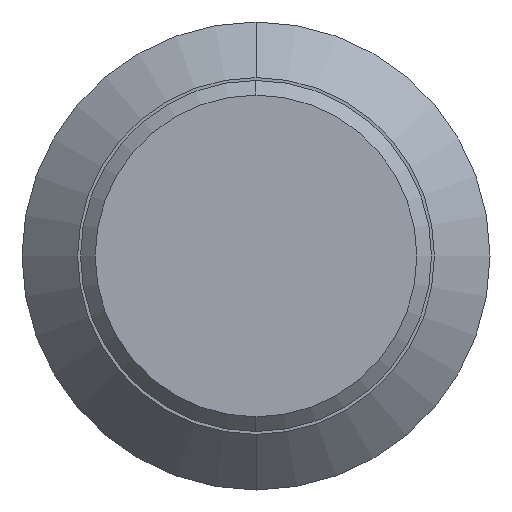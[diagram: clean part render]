
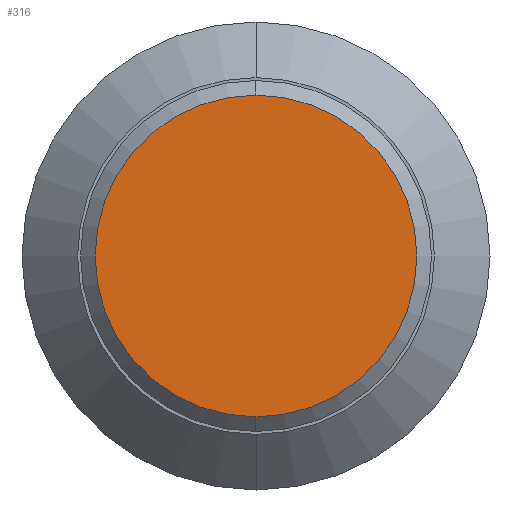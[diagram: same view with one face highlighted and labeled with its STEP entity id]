
A CAD part, left-side view. The second image highlights one B-rep face of the part: STEP entity #316.
In plain terms, the highlighted face is planar.
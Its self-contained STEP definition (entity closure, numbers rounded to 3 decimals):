
#179=CARTESIAN_POINT('',(0.,0.,0.));
#180=DIRECTION('',(0.,0.,1.));
#181=DIRECTION('',(-1.,0.,0.));
#182=AXIS2_PLACEMENT_3D('',#179,#180,#181);
#187=CARTESIAN_POINT('',(0.,0.,0.));
#188=DIRECTION('',(0.,0.,-1.));
#189=DIRECTION('',(-1.,0.,0.));
#190=AXIS2_PLACEMENT_3D('',#187,#188,#189);
#196=CARTESIAN_POINT('',(-2.75,0.,0.));
#198=VERTEX_POINT('',#196);
#200=CARTESIAN_POINT('',(2.75,0.,0.));
#202=VERTEX_POINT('',#200);
#307=CARTESIAN_POINT('',(0.,0.,0.));
#308=DIRECTION('',(0.,0.,-1.));
#309=DIRECTION('',(1.,0.,0.));
#310=AXIS2_PLACEMENT_3D('',#307,#308,#309);
#311=PLANE('',#310);
#312=ORIENTED_EDGE('',*,*,#286,.F.);
#313=ORIENTED_EDGE('',*,*,#302,.T.);
#314=EDGE_LOOP('',(#312,#313));
#315=FACE_OUTER_BOUND('',#314,.F.);
#183=CIRCLE('',#182,2.75);
#191=CIRCLE('',#190,2.75);
#286=EDGE_CURVE('',#198,#202,#183,.T.);
#302=EDGE_CURVE('',#198,#202,#191,.T.);
#316=ADVANCED_FACE('',(#315),#311,.F.);
